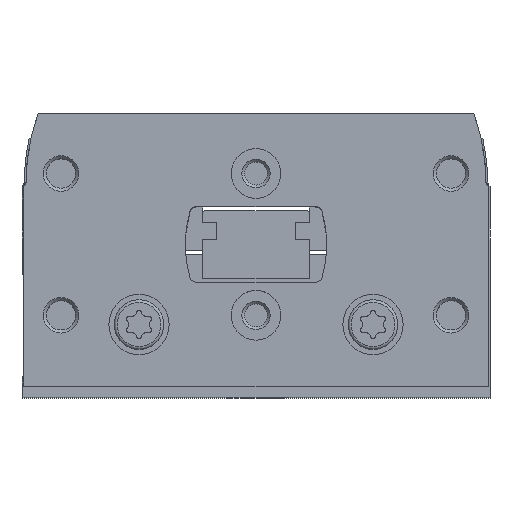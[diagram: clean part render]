
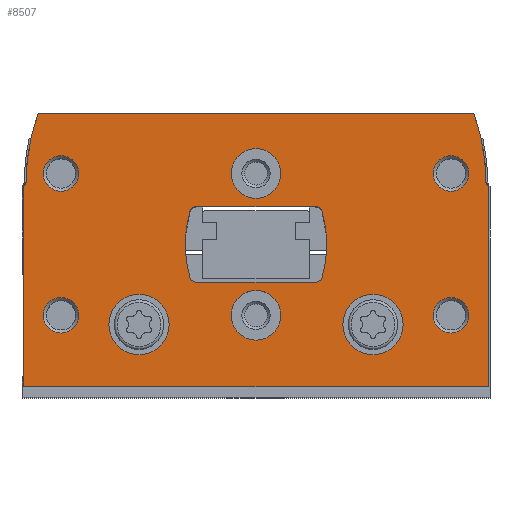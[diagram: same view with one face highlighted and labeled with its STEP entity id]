
A CAD part, top view. The second image highlights one B-rep face of the part: STEP entity #8507.
In plain terms, the highlighted planar face has unit normal (0, 0, 1).
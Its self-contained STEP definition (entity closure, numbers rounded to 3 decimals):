
#429=LINE('',#13192,#923);
#434=LINE('',#13202,#928);
#441=LINE('',#13219,#935);
#447=LINE('',#13231,#941);
#460=LINE('',#13297,#954);
#462=LINE('',#13303,#956);
#463=LINE('',#13331,#957);
#464=LINE('',#13351,#958);
#923=VECTOR('',#10808,1000.);
#928=VECTOR('',#10815,1000.);
#935=VECTOR('',#10830,1000.);
#941=VECTOR('',#10840,1000.);
#954=VECTOR('',#10891,1000.);
#956=VECTOR('',#10899,1000.);
#957=VECTOR('',#10928,1000.);
#958=VECTOR('',#10949,1000.);
#1210=PLANE('',#9214);
#2318=ORIENTED_EDGE('',*,*,#3842,.F.);
#2319=ORIENTED_EDGE('',*,*,#3843,.F.);
#2320=ORIENTED_EDGE('',*,*,#3844,.T.);
#2321=ORIENTED_EDGE('',*,*,#3845,.T.);
#2322=ORIENTED_EDGE('',*,*,#3846,.T.);
#2323=ORIENTED_EDGE('',*,*,#3847,.T.);
#2324=ORIENTED_EDGE('',*,*,#3848,.T.);
#2325=ORIENTED_EDGE('',*,*,#3849,.T.);
#2326=ORIENTED_EDGE('',*,*,#3807,.F.);
#2327=ORIENTED_EDGE('',*,*,#3823,.F.);
#2328=ORIENTED_EDGE('',*,*,#3819,.F.);
#2329=ORIENTED_EDGE('',*,*,#3816,.F.);
#2330=ORIENTED_EDGE('',*,*,#3850,.F.);
#2331=ORIENTED_EDGE('',*,*,#3851,.F.);
#2332=ORIENTED_EDGE('',*,*,#3852,.F.);
#2333=ORIENTED_EDGE('',*,*,#3810,.F.);
#2334=ORIENTED_EDGE('',*,*,#3794,.T.);
#2335=ORIENTED_EDGE('',*,*,#3788,.T.);
#2336=ORIENTED_EDGE('',*,*,#3827,.T.);
#2337=ORIENTED_EDGE('',*,*,#3774,.T.);
#2338=ORIENTED_EDGE('',*,*,#3779,.T.);
#2339=ORIENTED_EDGE('',*,*,#3783,.T.);
#2340=ORIENTED_EDGE('',*,*,#3841,.T.);
#2341=ORIENTED_EDGE('',*,*,#3800,.T.);
#3774=EDGE_CURVE('',#4630,#4629,#429,.T.);
#3779=EDGE_CURVE('',#4629,#4633,#434,.T.);
#3783=EDGE_CURVE('',#4633,#4635,#5134,.T.);
#3788=EDGE_CURVE('',#4637,#4639,#441,.T.);
#3794=EDGE_CURVE('',#4643,#4637,#447,.T.);
#3800=EDGE_CURVE('',#4648,#4643,#5136,.T.);
#3807=EDGE_CURVE('',#4652,#4653,#5139,.T.);
#3810=EDGE_CURVE('',#4653,#4654,#5140,.T.);
#3816=EDGE_CURVE('',#4658,#4659,#5143,.T.);
#3819=EDGE_CURVE('',#4659,#4661,#5144,.T.);
#3823=EDGE_CURVE('',#4661,#4652,#460,.T.);
#3827=EDGE_CURVE('',#4639,#4630,#462,.T.);
#3841=EDGE_CURVE('',#4635,#4648,#463,.T.);
#3842=EDGE_CURVE('',#4676,#4676,#5162,.T.);
#3843=EDGE_CURVE('',#4677,#4677,#5163,.T.);
#3844=EDGE_CURVE('',#4678,#4678,#5164,.T.);
#3845=EDGE_CURVE('',#4679,#4679,#5165,.T.);
#3846=EDGE_CURVE('',#4680,#4680,#5166,.T.);
#3847=EDGE_CURVE('',#4681,#4681,#5167,.T.);
#3848=EDGE_CURVE('',#4682,#4682,#5168,.T.);
#3849=EDGE_CURVE('',#4683,#4683,#5169,.T.);
#3850=EDGE_CURVE('',#4684,#4658,#5170,.T.);
#3851=EDGE_CURVE('',#4685,#4684,#464,.T.);
#3852=EDGE_CURVE('',#4654,#4685,#5171,.T.);
#4629=VERTEX_POINT('',#13191);
#4630=VERTEX_POINT('',#13193);
#4633=VERTEX_POINT('',#13201);
#4635=VERTEX_POINT('',#13208);
#4637=VERTEX_POINT('',#13213);
#4639=VERTEX_POINT('',#13218);
#4643=VERTEX_POINT('',#13229);
#4648=VERTEX_POINT('',#13244);
#4652=VERTEX_POINT('',#13258);
#4653=VERTEX_POINT('',#13260);
#4654=VERTEX_POINT('',#13268);
#4658=VERTEX_POINT('',#13281);
#4659=VERTEX_POINT('',#13283);
#4661=VERTEX_POINT('',#13292);
#4676=VERTEX_POINT('',#13334);
#4677=VERTEX_POINT('',#13336);
#4678=VERTEX_POINT('',#13338);
#4679=VERTEX_POINT('',#13340);
#4680=VERTEX_POINT('',#13342);
#4681=VERTEX_POINT('',#13344);
#4682=VERTEX_POINT('',#13346);
#4683=VERTEX_POINT('',#13348);
#4684=VERTEX_POINT('',#13350);
#4685=VERTEX_POINT('',#13352);
#5134=CIRCLE('',#9174,30.);
#5136=CIRCLE('',#9181,30.);
#5139=CIRCLE('',#9185,1.);
#5140=CIRCLE('',#9187,16.);
#5143=CIRCLE('',#9191,16.);
#5144=CIRCLE('',#9193,1.);
#5162=CIRCLE('',#9215,4.25);
#5163=CIRCLE('',#9216,4.25);
#5164=CIRCLE('',#9217,3.5);
#5165=CIRCLE('',#9218,3.5);
#5166=CIRCLE('',#9219,2.5);
#5167=CIRCLE('',#9220,2.5);
#5168=CIRCLE('',#9221,2.5);
#5169=CIRCLE('',#9222,2.5);
#5170=CIRCLE('',#9223,1.);
#5171=CIRCLE('',#9224,1.);
#5695=EDGE_LOOP('',(#2318));
#5696=EDGE_LOOP('',(#2319));
#5697=EDGE_LOOP('',(#2320));
#5698=EDGE_LOOP('',(#2321));
#5699=EDGE_LOOP('',(#2322));
#5700=EDGE_LOOP('',(#2323));
#5701=EDGE_LOOP('',(#2324));
#5702=EDGE_LOOP('',(#2325));
#5703=EDGE_LOOP('',(#2326,#2327,#2328,#2329,#2330,#2331,#2332,#2333));
#5704=EDGE_LOOP('',(#2334,#2335,#2336,#2337,#2338,#2339,#2340,#2341));
#6351=FACE_BOUND('',#5695,.T.);
#6352=FACE_BOUND('',#5696,.T.);
#6353=FACE_BOUND('',#5697,.T.);
#6354=FACE_BOUND('',#5698,.T.);
#6355=FACE_BOUND('',#5699,.T.);
#6356=FACE_BOUND('',#5700,.T.);
#6357=FACE_BOUND('',#5701,.T.);
#6358=FACE_BOUND('',#5702,.T.);
#6359=FACE_BOUND('',#5703,.T.);
#6360=FACE_BOUND('',#5704,.T.);
#8507=ADVANCED_FACE('',(#6351,#6352,#6353,#6354,#6355,#6356,#6357,#6358,
#6359,#6360),#1210,.T.);
#9174=AXIS2_PLACEMENT_3D('',#13209,#10822,#10823);
#9181=AXIS2_PLACEMENT_3D('',#13243,#10851,#10852);
#9185=AXIS2_PLACEMENT_3D('',#13259,#10862,#10863);
#9187=AXIS2_PLACEMENT_3D('',#13267,#10867,#10868);
#9191=AXIS2_PLACEMENT_3D('',#13282,#10877,#10878);
#9193=AXIS2_PLACEMENT_3D('',#13291,#10882,#10883);
#9214=AXIS2_PLACEMENT_3D('',#13332,#10929,#10930);
#9215=AXIS2_PLACEMENT_3D('',#13333,#10931,#10932);
#9216=AXIS2_PLACEMENT_3D('',#13335,#10933,#10934);
#9217=AXIS2_PLACEMENT_3D('',#13337,#10935,#10936);
#9218=AXIS2_PLACEMENT_3D('',#13339,#10937,#10938);
#9219=AXIS2_PLACEMENT_3D('',#13341,#10939,#10940);
#9220=AXIS2_PLACEMENT_3D('',#13343,#10941,#10942);
#9221=AXIS2_PLACEMENT_3D('',#13345,#10943,#10944);
#9222=AXIS2_PLACEMENT_3D('',#13347,#10945,#10946);
#9223=AXIS2_PLACEMENT_3D('',#13349,#10947,#10948);
#9224=AXIS2_PLACEMENT_3D('',#13353,#10950,#10951);
#10808=DIRECTION('',(0.,1.,0.));
#10815=DIRECTION('',(-0.866,0.5,0.));
#10822=DIRECTION('',(0.,0.,1.));
#10823=DIRECTION('',(1.,0.,0.));
#10830=DIRECTION('',(0.,-1.,0.));
#10840=DIRECTION('',(-0.866,-0.5,0.));
#10851=DIRECTION('',(0.,0.,1.));
#10852=DIRECTION('',(1.,0.,0.));
#10862=DIRECTION('',(0.,0.,1.));
#10863=DIRECTION('',(1.,0.,0.));
#10867=DIRECTION('',(0.,0.,1.));
#10868=DIRECTION('',(1.,0.,0.));
#10877=DIRECTION('',(0.,0.,1.));
#10878=DIRECTION('',(1.,0.,0.));
#10882=DIRECTION('',(0.,0.,1.));
#10883=DIRECTION('',(1.,0.,0.));
#10891=DIRECTION('',(-1.,0.,0.));
#10899=DIRECTION('',(1.,0.,0.));
#10928=DIRECTION('',(-1.,0.,0.));
#10929=DIRECTION('',(0.,0.,1.));
#10930=DIRECTION('',(1.,0.,0.));
#10931=DIRECTION('',(0.,0.,1.));
#10932=DIRECTION('',(1.,0.,0.));
#10933=DIRECTION('',(0.,0.,1.));
#10934=DIRECTION('',(1.,0.,0.));
#10935=DIRECTION('',(0.,0.,-1.));
#10936=DIRECTION('',(-1.,0.,0.));
#10937=DIRECTION('',(0.,0.,-1.));
#10938=DIRECTION('',(-1.,0.,0.));
#10939=DIRECTION('',(0.,0.,-1.));
#10940=DIRECTION('',(-1.,0.,0.));
#10941=DIRECTION('',(0.,0.,-1.));
#10942=DIRECTION('',(-1.,0.,0.));
#10943=DIRECTION('',(0.,0.,-1.));
#10944=DIRECTION('',(-1.,0.,0.));
#10945=DIRECTION('',(0.,0.,-1.));
#10946=DIRECTION('',(-1.,0.,0.));
#10947=DIRECTION('',(0.,0.,1.));
#10948=DIRECTION('',(1.,0.,0.));
#10949=DIRECTION('',(1.,0.,0.));
#10950=DIRECTION('',(0.,0.,1.));
#10951=DIRECTION('',(1.,0.,0.));
#13191=CARTESIAN_POINT('',(32.75,28.327,0.));
#13192=CARTESIAN_POINT('',(32.75,0.,0.));
#13193=CARTESIAN_POINT('',(32.75,0.,0.));
#13201=CARTESIAN_POINT('',(32.45,28.5,0.));
#13202=CARTESIAN_POINT('',(32.75,28.327,0.));
#13208=CARTESIAN_POINT('',(30.734,38.5,0.));
#13209=CARTESIAN_POINT('',(2.45,28.5,0.));
#13213=CARTESIAN_POINT('',(-32.75,28.327,0.));
#13218=CARTESIAN_POINT('',(-32.75,0.,0.));
#13219=CARTESIAN_POINT('',(-32.75,28.327,0.));
#13229=CARTESIAN_POINT('',(-32.45,28.5,0.));
#13231=CARTESIAN_POINT('',(-32.45,28.5,0.));
#13243=CARTESIAN_POINT('',(-2.45,28.5,0.));
#13244=CARTESIAN_POINT('',(-30.734,38.5,0.));
#13258=CARTESIAN_POINT('',(-8.355,25.4,0.));
#13259=CARTESIAN_POINT('',(-8.355,24.4,0.));
#13260=CARTESIAN_POINT('',(-9.312,24.69,0.));
#13267=CARTESIAN_POINT('',(6.,20.05,0.));
#13268=CARTESIAN_POINT('',(-9.312,15.41,0.));
#13281=CARTESIAN_POINT('',(9.312,15.41,0.));
#13282=CARTESIAN_POINT('',(-6.,20.05,0.));
#13283=CARTESIAN_POINT('',(9.312,24.69,0.));
#13291=CARTESIAN_POINT('',(8.355,24.4,0.));
#13292=CARTESIAN_POINT('',(8.355,25.4,0.));
#13297=CARTESIAN_POINT('',(8.355,25.4,0.));
#13303=CARTESIAN_POINT('',(-32.75,0.,0.));
#13331=CARTESIAN_POINT('',(30.734,38.5,0.));
#13332=CARTESIAN_POINT('',(2.45,28.5,0.));
#13333=CARTESIAN_POINT('',(-16.5,8.75,0.));
#13334=CARTESIAN_POINT('',(-12.25,8.75,0.));
#13335=CARTESIAN_POINT('',(16.5,8.75,0.));
#13336=CARTESIAN_POINT('',(20.75,8.75,0.));
#13337=CARTESIAN_POINT('',(0.,10.05,0.));
#13338=CARTESIAN_POINT('',(-3.5,10.05,0.));
#13339=CARTESIAN_POINT('',(0.,30.05,0.));
#13340=CARTESIAN_POINT('',(-3.5,30.05,0.));
#13341=CARTESIAN_POINT('',(27.5,10.05,0.));
#13342=CARTESIAN_POINT('',(25.,10.05,0.));
#13343=CARTESIAN_POINT('',(-27.5,10.05,0.));
#13344=CARTESIAN_POINT('',(-30.,10.05,0.));
#13345=CARTESIAN_POINT('',(-27.5,30.05,0.));
#13346=CARTESIAN_POINT('',(-30.,30.05,0.));
#13347=CARTESIAN_POINT('',(27.5,30.05,0.));
#13348=CARTESIAN_POINT('',(25.,30.05,0.));
#13349=CARTESIAN_POINT('',(8.355,15.7,0.));
#13350=CARTESIAN_POINT('',(8.355,14.7,0.));
#13351=CARTESIAN_POINT('',(-8.355,14.7,0.));
#13352=CARTESIAN_POINT('',(-8.355,14.7,0.));
#13353=CARTESIAN_POINT('',(-8.355,15.7,0.));
